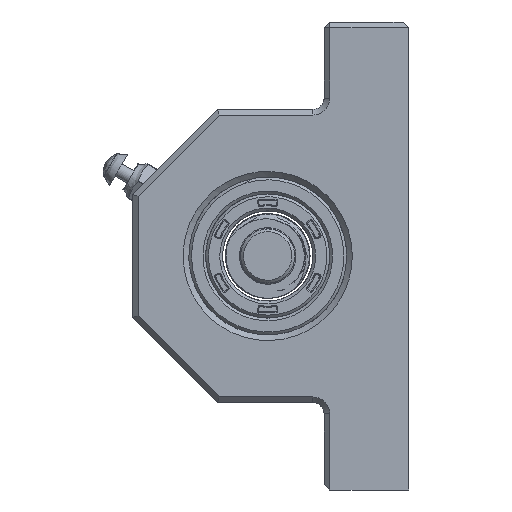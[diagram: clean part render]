
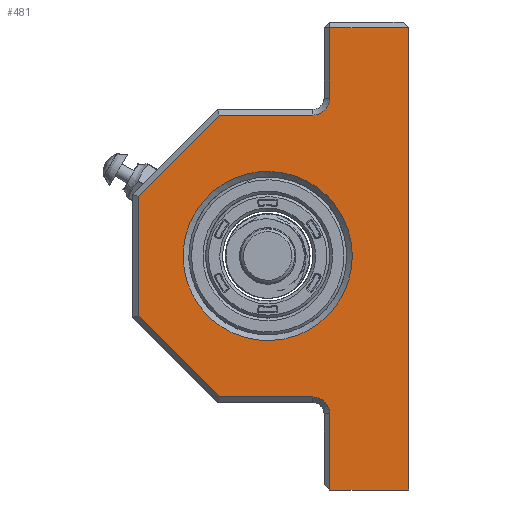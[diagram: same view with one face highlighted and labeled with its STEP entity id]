
A CAD part, left-side view. The second image highlights one B-rep face of the part: STEP entity #481.
In plain terms, the highlighted free-form (B-spline) face has degree [1, 1] with [2, 2] control points.
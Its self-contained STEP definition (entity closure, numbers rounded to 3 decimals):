
#157 = EDGE_CURVE('',#158,#160,#162,.T.);
#158 = VERTEX_POINT('',#159);
#159 = CARTESIAN_POINT('',(-50.029,0.,-51.905));
#160 = VERTEX_POINT('',#161);
#161 = CARTESIAN_POINT('',(-50.029,17.51,
    -51.905));
#162 = B_SPLINE_CURVE_WITH_KNOTS('',1,(#163,#164),.UNSPECIFIED.,.F.,.F.,
  (2,2),(-15.,-1.),.PIECEWISE_BEZIER_KNOTS.);
#163 = CARTESIAN_POINT('',(-50.029,0.,-51.905));
#164 = CARTESIAN_POINT('',(-50.029,17.51,
    -51.905));
#257 = VERTEX_POINT('',#258);
#258 = CARTESIAN_POINT('',(-50.029,0.,50.654));
#263 = EDGE_CURVE('',#257,#158,#264,.T.);
#264 = B_SPLINE_CURVE_WITH_KNOTS('',1,(#265,#266),.UNSPECIFIED.,.F.,.F.,
  (2,2),(1.,83.),.PIECEWISE_BEZIER_KNOTS.);
#265 = CARTESIAN_POINT('',(-50.029,0.,50.654));
#266 = CARTESIAN_POINT('',(-50.029,0.,-51.905));
#481 = ADVANCED_FACE('',(#482,#496),#570,.T.);
#482 = FACE_BOUND('',#483,.T.);
#483 = EDGE_LOOP('',(#484));
#484 = ORIENTED_EDGE('',*,*,#485,.T.);
#485 = EDGE_CURVE('',#486,#486,#488,.T.);
#486 = VERTEX_POINT('',#487);
#487 = CARTESIAN_POINT('',(-50.029,31.268,
    18.761));
#488 = ( BOUNDED_CURVE() B_SPLINE_CURVE(2,(#489,#490,#491,#492,#493,#494
,#495),.UNSPECIFIED.,.T.,.F.) B_SPLINE_CURVE_WITH_KNOTS((1,2,2,2,2,1),(
    -2.094,0.,2.094,4.189,6.283,
8.378),.UNSPECIFIED.) CURVE() GEOMETRIC_REPRESENTATION_ITEM() 
RATIONAL_B_SPLINE_CURVE((1.,0.5,1.,0.5,1.,0.5,1.)) REPRESENTATION_ITEM(
  '') );
#489 = CARTESIAN_POINT('',(-50.029,31.268,
    18.761));
#490 = CARTESIAN_POINT('',(-50.029,-1.227,
    18.761));
#491 = CARTESIAN_POINT('',(-50.029,15.021,
    -9.38));
#492 = CARTESIAN_POINT('',(-50.029,31.268,
    -37.522));
#493 = CARTESIAN_POINT('',(-50.029,47.515,
    -9.38));
#494 = CARTESIAN_POINT('',(-50.029,63.763,
    18.761));
#495 = CARTESIAN_POINT('',(-50.029,31.268,
    18.761));
#496 = FACE_BOUND('',#497,.T.);
#497 = EDGE_LOOP('',(#498,#508,#513,#514,#515,#522,#529,#537,#544,#551,
    #558,#565));
#498 = ORIENTED_EDGE('',*,*,#499,.T.);
#499 = EDGE_CURVE('',#500,#502,#504,.T.);
#500 = VERTEX_POINT('',#501);
#501 = CARTESIAN_POINT('',(-50.029,21.262,
    -31.268));
#502 = VERTEX_POINT('',#503);
#503 = CARTESIAN_POINT('',(-50.029,17.51,
    -35.02));
#504 = ( BOUNDED_CURVE() B_SPLINE_CURVE(2,(#505,#506,#507),
.UNSPECIFIED.,.F.,.F.) B_SPLINE_CURVE_WITH_KNOTS((3,3),(0.,
1.571),.PIECEWISE_BEZIER_KNOTS.) CURVE() 
GEOMETRIC_REPRESENTATION_ITEM() RATIONAL_B_SPLINE_CURVE((1.,
0.707,1.)) REPRESENTATION_ITEM('') );
#505 = CARTESIAN_POINT('',(-50.029,21.262,
    -31.268));
#506 = CARTESIAN_POINT('',(-50.029,17.51,
    -31.268));
#507 = CARTESIAN_POINT('',(-50.029,17.51,
    -35.02));
#508 = ORIENTED_EDGE('',*,*,#509,.T.);
#509 = EDGE_CURVE('',#502,#160,#510,.T.);
#510 = B_SPLINE_CURVE_WITH_KNOTS('',1,(#511,#512),.UNSPECIFIED.,.F.,.F.,
  (2,2),(28.,41.5),.PIECEWISE_BEZIER_KNOTS.);
#511 = CARTESIAN_POINT('',(-50.029,17.51,
    -35.02));
#512 = CARTESIAN_POINT('',(-50.029,17.51,
    -51.905));
#513 = ORIENTED_EDGE('',*,*,#157,.F.);
#514 = ORIENTED_EDGE('',*,*,#263,.F.);
#515 = ORIENTED_EDGE('',*,*,#516,.T.);
#516 = EDGE_CURVE('',#257,#517,#519,.T.);
#517 = VERTEX_POINT('',#518);
#518 = CARTESIAN_POINT('',(-50.029,17.51,
    50.654));
#519 = B_SPLINE_CURVE_WITH_KNOTS('',1,(#520,#521),.UNSPECIFIED.,.F.,.F.,
  (2,2),(-25.,-11.),.PIECEWISE_BEZIER_KNOTS.);
#520 = CARTESIAN_POINT('',(-50.029,0.,50.654));
#521 = CARTESIAN_POINT('',(-50.029,17.51,
    50.654));
#522 = ORIENTED_EDGE('',*,*,#523,.T.);
#523 = EDGE_CURVE('',#517,#524,#526,.T.);
#524 = VERTEX_POINT('',#525);
#525 = CARTESIAN_POINT('',(-50.029,17.51,
    35.02));
#526 = B_SPLINE_CURVE_WITH_KNOTS('',1,(#527,#528),.UNSPECIFIED.,.F.,.F.,
  (2,2),(-40.5,-28.),.PIECEWISE_BEZIER_KNOTS.);
#527 = CARTESIAN_POINT('',(-50.029,17.51,
    50.654));
#528 = CARTESIAN_POINT('',(-50.029,17.51,
    35.02));
#529 = ORIENTED_EDGE('',*,*,#530,.T.);
#530 = EDGE_CURVE('',#524,#531,#533,.T.);
#531 = VERTEX_POINT('',#532);
#532 = CARTESIAN_POINT('',(-50.029,21.262,
    31.268));
#533 = ( BOUNDED_CURVE() B_SPLINE_CURVE(2,(#534,#535,#536),
.UNSPECIFIED.,.F.,.F.) B_SPLINE_CURVE_WITH_KNOTS((3,3),(1.571,
3.142),.PIECEWISE_BEZIER_KNOTS.) CURVE() 
GEOMETRIC_REPRESENTATION_ITEM() RATIONAL_B_SPLINE_CURVE((1.,
0.707,1.)) REPRESENTATION_ITEM('') );
#534 = CARTESIAN_POINT('',(-50.029,17.51,
    35.02));
#535 = CARTESIAN_POINT('',(-50.029,17.51,
    31.268));
#536 = CARTESIAN_POINT('',(-50.029,21.262,
    31.268));
#537 = ORIENTED_EDGE('',*,*,#538,.T.);
#538 = EDGE_CURVE('',#531,#539,#541,.T.);
#539 = VERTEX_POINT('',#540);
#540 = CARTESIAN_POINT('',(-50.029,42.007,
    31.268));
#541 = B_SPLINE_CURVE_WITH_KNOTS('',1,(#542,#543),.UNSPECIFIED.,.F.,.F.,
  (2,2),(-8.,8.586),.PIECEWISE_BEZIER_KNOTS.);
#542 = CARTESIAN_POINT('',(-50.029,21.262,
    31.268));
#543 = CARTESIAN_POINT('',(-50.029,42.007,
    31.268));
#544 = ORIENTED_EDGE('',*,*,#545,.T.);
#545 = EDGE_CURVE('',#539,#546,#548,.T.);
#546 = VERTEX_POINT('',#547);
#547 = CARTESIAN_POINT('',(-50.029,60.035,
    13.24));
#548 = B_SPLINE_CURVE_WITH_KNOTS('',1,(#549,#550),.UNSPECIFIED.,.F.,.F.,
  (2,2),(-11.607,8.778),.PIECEWISE_BEZIER_KNOTS.);
#549 = CARTESIAN_POINT('',(-50.029,42.007,
    31.268));
#550 = CARTESIAN_POINT('',(-50.029,60.035,
    13.24));
#551 = ORIENTED_EDGE('',*,*,#552,.T.);
#552 = EDGE_CURVE('',#546,#553,#555,.T.);
#553 = VERTEX_POINT('',#554);
#554 = CARTESIAN_POINT('',(-50.029,60.035,
    -13.24));
#555 = B_SPLINE_CURVE_WITH_KNOTS('',1,(#556,#557),.UNSPECIFIED.,.F.,.F.,
  (2,2),(-10.586,10.586),.PIECEWISE_BEZIER_KNOTS.);
#556 = CARTESIAN_POINT('',(-50.029,60.035,
    13.24));
#557 = CARTESIAN_POINT('',(-50.029,60.035,
    -13.24));
#558 = ORIENTED_EDGE('',*,*,#559,.T.);
#559 = EDGE_CURVE('',#553,#560,#562,.T.);
#560 = VERTEX_POINT('',#561);
#561 = CARTESIAN_POINT('',(-50.029,42.007,
    -31.268));
#562 = B_SPLINE_CURVE_WITH_KNOTS('',1,(#563,#564),.UNSPECIFIED.,.F.,.F.,
  (2,2),(-8.778,11.607),.PIECEWISE_BEZIER_KNOTS.);
#563 = CARTESIAN_POINT('',(-50.029,60.035,
    -13.24));
#564 = CARTESIAN_POINT('',(-50.029,42.007,
    -31.268));
#565 = ORIENTED_EDGE('',*,*,#566,.T.);
#566 = EDGE_CURVE('',#560,#500,#567,.T.);
#567 = B_SPLINE_CURVE_WITH_KNOTS('',1,(#568,#569),.UNSPECIFIED.,.F.,.F.,
  (2,2),(-8.586,8.),.PIECEWISE_BEZIER_KNOTS.);
#568 = CARTESIAN_POINT('',(-50.029,42.007,
    -31.268));
#569 = CARTESIAN_POINT('',(-50.029,21.262,
    -31.268));
#570 = B_SPLINE_SURFACE_WITH_KNOTS('',1,1,(
    (#571,#572)
    ,(#573,#574
    )),.UNSPECIFIED.,.F.,.F.,.F.,(2,2),(2,2),(-41.5,40.5),(
    -25.,23.),.PIECEWISE_BEZIER_KNOTS.);
#571 = CARTESIAN_POINT('',(-50.029,0.,-51.905));
#572 = CARTESIAN_POINT('',(-50.029,60.035,
    -51.905));
#573 = CARTESIAN_POINT('',(-50.029,0.,50.654));
#574 = CARTESIAN_POINT('',(-50.029,60.035,
    50.654));
